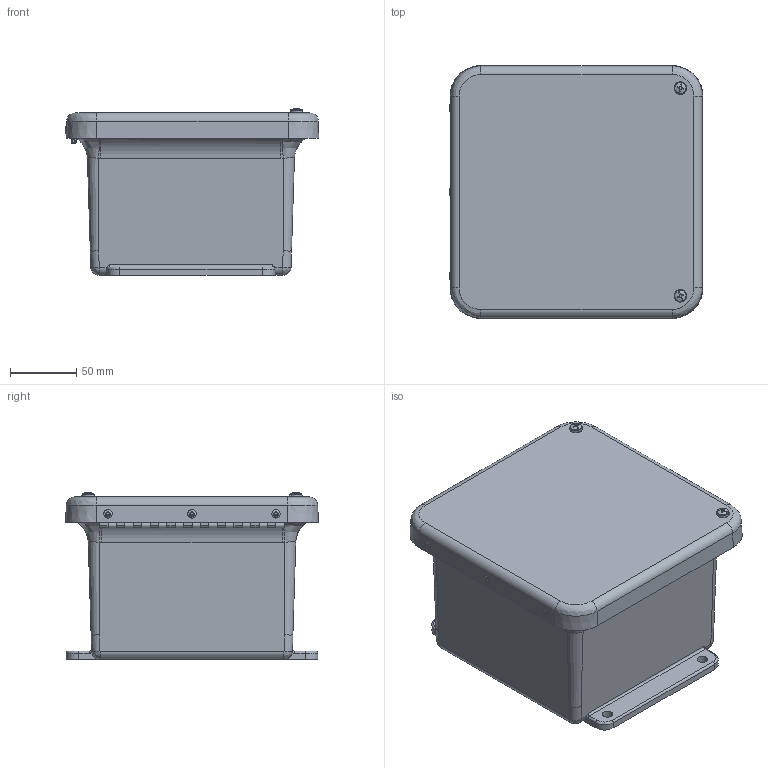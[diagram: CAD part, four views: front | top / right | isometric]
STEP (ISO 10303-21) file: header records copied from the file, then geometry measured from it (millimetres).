
FILE_DESCRIPTION (( 'STEP AP214' ), '1' );
FILE_NAME ('WH-M606HW.STEP', '2018-11-07T22:22:22', ( '' ), ( '' ), 'SwSTEP 2.0', 'SolidWorks 2018', '' );
FILE_SCHEMA (( 'AUTOMOTIVE_DESIGN' ));
Length unit declared in the file: inch
Products named in the file (1): WH-M606HW
Bounding box: 191.85 x 191.13 x 126.22 mm (x, y, z)
Volume: 619409.9 mm3; surface area: 324316.4 mm2
Topology: 19 solids, 19 shells, 649 faces, 1593 edges, 998 vertices
Faces by surface type: cylinder 247, plane 200, cone 126, bspline 76
Full cylindrical faces by diameter (mm): 2.159 x23, 3.175 x5, 3.327 x5, 3.556 x5, 3.683 x2, 3.861 x5, 3.962 x7, 3.967 x40, 4.826 x40, 5.537 x4, 6.35 x5, 6.858 x6
Entity records: 29230 total; most frequent: CARTESIAN_POINT 7039, DIRECTION 2696, ORIENTED_EDGE 2502, EDGE_CURVE 1251, AXIS2_PLACEMENT_3D 1095, EDGE_LOOP 1004, VERTEX_POINT 901, FACE_OUTER_BOUND 796
